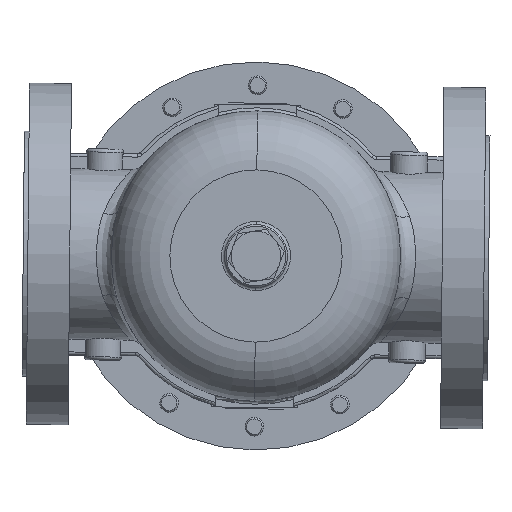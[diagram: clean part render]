
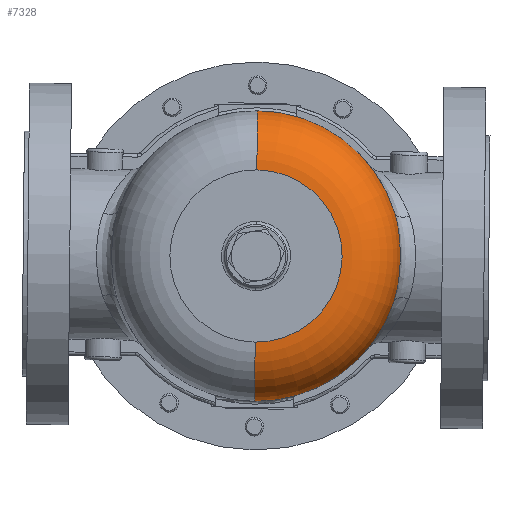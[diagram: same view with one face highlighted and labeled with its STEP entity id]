
A CAD part, front view. The second image highlights one B-rep face of the part: STEP entity #7328.
In plain terms, the highlighted toroidal (fillet/blend) face has major radius 55.5 mm and minor radius 38 mm.
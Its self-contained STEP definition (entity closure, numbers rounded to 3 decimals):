
#44 = CIRCLE ( 'NONE', #6474, 93.5 ) ;
#214 = EDGE_CURVE ( 'NONE', #3376, #7430, #2684, .T. ) ;
#893 = CARTESIAN_POINT ( 'NONE',  ( 0., -96.439, 0. ) ) ;
#1121 = ORIENTED_EDGE ( 'NONE', *, *, #13100, .F. ) ;
#1191 = CARTESIAN_POINT ( 'NONE',  ( 92.868, -102.649, -4.901 ) ) ;
#1407 = DIRECTION ( 'NONE',  ( 0., 1., 0. ) ) ;
#1474 = ORIENTED_EDGE ( 'NONE', *, *, #7425, .T. ) ;
#2024 = DIRECTION ( 'NONE',  ( 0., 0., -1. ) ) ;
#2404 = CARTESIAN_POINT ( 'NONE',  ( 89.452, -96.959, -27.238 ) ) ;
#2510 = ORIENTED_EDGE ( 'NONE', *, *, #12542, .F. ) ;
#2534 = CARTESIAN_POINT ( 'NONE',  ( 92.327, -101.686, 12.265 ) ) ;
#2591 = CARTESIAN_POINT ( 'NONE',  ( 89.11, -96.439, -28.315 ) ) ;
#2684 = CIRCLE ( 'NONE', #9576, 93.5 ) ;
#2760 = ORIENTED_EDGE ( 'NONE', *, *, #6767, .T. ) ;
#2990 = DIRECTION ( 'NONE',  ( 0., 0., -1. ) ) ;
#3376 = VERTEX_POINT ( 'NONE', #7592 ) ;
#3620 = AXIS2_PLACEMENT_3D ( 'NONE', #12394, #17959, #2024 ) ;
#3705 = CARTESIAN_POINT ( 'NONE',  ( 0., -96.439, 93.5 ) ) ;
#3882 = CARTESIAN_POINT ( 'NONE',  ( 91.739, -100.664, -16.992 ) ) ;
#3997 = CARTESIAN_POINT ( 'NONE',  ( 91.728, -100.645, 17.063 ) ) ;
#4063 = CARTESIAN_POINT ( 'NONE',  ( 92.564, -102.103, 9.83 ) ) ;
#4764 = CARTESIAN_POINT ( 'NONE',  ( 0., -134.439, -55.5 ) ) ;
#5089 = DIRECTION ( 'NONE',  ( 0., 0., -1. ) ) ;
#5134 = CIRCLE ( 'NONE', #3620, 38. ) ;
#5472 = CARTESIAN_POINT ( 'NONE',  ( 92.811, -102.547, -6.141 ) ) ;
#5532 = CARTESIAN_POINT ( 'NONE',  ( 89.794, -97.478, 26.161 ) ) ;
#5968 = AXIS2_PLACEMENT_3D ( 'NONE', #12781, #9734, #17155 ) ;
#6474 = AXIS2_PLACEMENT_3D ( 'NONE', #16300, #13268, #2990 ) ;
#6722 = CARTESIAN_POINT ( 'NONE',  ( 91.348, -99.999, -19.33 ) ) ;
#6767 = EDGE_CURVE ( 'NONE', #8609, #10871, #5134, .T. ) ;
#7328 = ADVANCED_FACE ( 'NONE', ( #17649 ), #9674, .T. ) ;
#7397 = VERTEX_POINT ( 'NONE', #8198 ) ;
#7425 = EDGE_CURVE ( 'NONE', #3376, #7397, #16670, .T. ) ;
#7430 = VERTEX_POINT ( 'NONE', #18496 ) ;
#7582 = ORIENTED_EDGE ( 'NONE', *, *, #214, .F. ) ;
#7592 = CARTESIAN_POINT ( 'NONE',  ( 89.11, -96.439, -28.315 ) ) ;
#7824 = VERTEX_POINT ( 'NONE', #4764 ) ;
#8198 = CARTESIAN_POINT ( 'NONE',  ( 89.11, -96.439, 28.315 ) ) ;
#8311 = CARTESIAN_POINT ( 'NONE',  ( 92.96, -102.816, 2.493 ) ) ;
#8609 = VERTEX_POINT ( 'NONE', #3705 ) ;
#8782 = DIRECTION ( 'NONE',  ( 0., 0., -1. ) ) ;
#8793 = ORIENTED_EDGE ( 'NONE', *, *, #14602, .F. ) ;
#8872 = CARTESIAN_POINT ( 'NONE',  ( 0., -134.439, 55.5 ) ) ;
#9576 = AXIS2_PLACEMENT_3D ( 'NONE', #10122, #1407, #8782 ) ;
#9660 = CARTESIAN_POINT ( 'NONE',  ( 90.368, -98.394, 23.945 ) ) ;
#9674 = TOROIDAL_SURFACE ( 'NONE', #18034, 55.5, 38. ) ;
#9730 = CARTESIAN_POINT ( 'NONE',  ( 90.35, -98.37, -23.911 ) ) ;
#9734 = DIRECTION ( 'NONE',  ( -1., 0., 0. ) ) ;
#9797 = CARTESIAN_POINT ( 'NONE',  ( 92.886, -102.68, 4.945 ) ) ;
#9832 = EDGE_LOOP ( 'NONE', ( #8793, #2760, #2510, #1121, #7582, #1474 ) ) ;
#9850 = CARTESIAN_POINT ( 'NONE',  ( 92.961, -102.817, -1.199 ) ) ;
#10081 = CIRCLE ( 'NONE', #5968, 38. ) ;
#10122 = CARTESIAN_POINT ( 'NONE',  ( 0., -96.439, 0. ) ) ;
#10871 = VERTEX_POINT ( 'NONE', #8872 ) ;
#11006 = CARTESIAN_POINT ( 'NONE',  ( 0., -134.439, 0. ) ) ;
#11123 = CARTESIAN_POINT ( 'NONE',  ( 92.659, -102.273, 8.611 ) ) ;
#11185 = CARTESIAN_POINT ( 'NONE',  ( 89.11, -96.439, 28.315 ) ) ;
#11237 = CARTESIAN_POINT ( 'NONE',  ( 92.191, -101.448, 13.474 ) ) ;
#11826 = AXIS2_PLACEMENT_3D ( 'NONE', #11006, #16662, #18319 ) ;
#12394 = CARTESIAN_POINT ( 'NONE',  ( 0., -96.439, 55.5 ) ) ;
#12542 = EDGE_CURVE ( 'NONE', #7824, #10871, #15834, .T. ) ;
#12588 = CARTESIAN_POINT ( 'NONE',  ( 92.39, -101.797, 11.656 ) ) ;
#12778 = CARTESIAN_POINT ( 'NONE',  ( 92.357, -101.734, -12.239 ) ) ;
#12781 = CARTESIAN_POINT ( 'NONE',  ( 0., -96.439, -55.5 ) ) ;
#13100 = EDGE_CURVE ( 'NONE', #7430, #7824, #10081, .T. ) ;
#13268 = DIRECTION ( 'NONE',  ( 0., 1., 0. ) ) ;
#13859 = DIRECTION ( 'NONE',  ( 0., -1., 0. ) ) ;
#13986 = CARTESIAN_POINT ( 'NONE',  ( 90.618, -98.802, -22.774 ) ) ;
#14053 = CARTESIAN_POINT ( 'NONE',  ( 92.584, -102.139, -9.823 ) ) ;
#14229 = CARTESIAN_POINT ( 'NONE',  ( 92.118, -101.321, 14.076 ) ) ;
#14602 = EDGE_CURVE ( 'NONE', #8609, #7397, #44, .T. ) ;
#15540 = CARTESIAN_POINT ( 'NONE',  ( 92.943, -102.784, -2.431 ) ) ;
#15744 = CARTESIAN_POINT ( 'NONE',  ( 89.767, -97.449, -26.142 ) ) ;
#15834 = CIRCLE ( 'NONE', #11826, 55.5 ) ;
#16300 = CARTESIAN_POINT ( 'NONE',  ( 0., -96.439, 0. ) ) ;
#16662 = DIRECTION ( 'NONE',  ( 0., -1., 0. ) ) ;
#16670 = B_SPLINE_CURVE_WITH_KNOTS ( 'NONE', 3,
 ( #2591, #2404, #15744, #9730, #13986, #6722, #3882, #12778, #14053, #5472, #1191, #15540, #9850, #8311, #9797, #11123, #4063, #12588, #2534, #11237, #14229, #3997, #18673, #9660, #5532, #11185 ),
 .UNSPECIFIED., .F., .F.,
 ( 4, 2, 2, 2, 2, 2, 2, 2, 2, 2, 2, 2, 4 ),
 ( 0., 0.004, 0.007, 0.015, 0.022, 0.026, 0.03, 0.037, 0.041, 0.043, 0.045, 0.052, 0.06 ),
 .UNSPECIFIED. ) ;
#17155 = DIRECTION ( 'NONE',  ( 0., 0., 1. ) ) ;
#17649 = FACE_OUTER_BOUND ( 'NONE', #9832, .T. ) ;
#17959 = DIRECTION ( 'NONE',  ( 1., 0., 0. ) ) ;
#18034 = AXIS2_PLACEMENT_3D ( 'NONE', #893, #13859, #5089 ) ;
#18319 = DIRECTION ( 'NONE',  ( 0., 0., -1. ) ) ;
#18496 = CARTESIAN_POINT ( 'NONE',  ( 0., -96.439, -93.5 ) ) ;
#18673 = CARTESIAN_POINT ( 'NONE',  ( 91.335, -99.977, 19.396 ) ) ;
